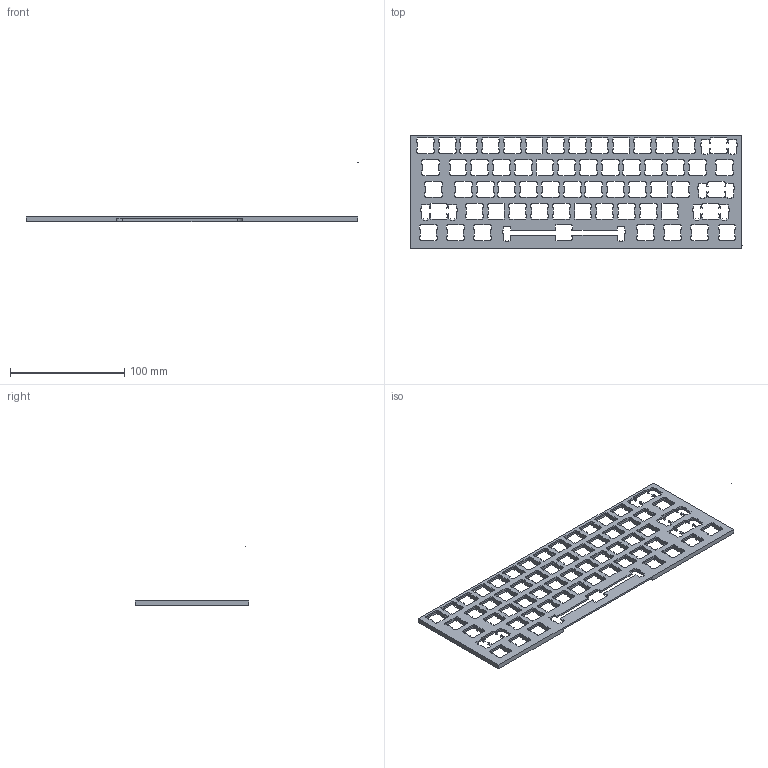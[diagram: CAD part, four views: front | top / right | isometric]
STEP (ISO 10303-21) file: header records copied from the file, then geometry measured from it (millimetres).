
FILE_DESCRIPTION(/* description */ (''),/* implementation_level */ '2;1');
FILE_NAME(/* name */ 'Plate.step',/* time_stamp */ '2025-07-30T16:06:57+03:00',/* author */ (''),/* organization */ (''),/* preprocessor_version */ 'ST-DEVELOPER v20.1',/* originating_system */ 'Autodesk Translation Framework v14.10.0.0',/* authorisation */ '');
FILE_SCHEMA (('AUTOMOTIVE_DESIGN { 1 0 10303 214 3 1 1 }'));
Length unit declared in the file: millimetre
Products named in the file (1): 2025-07-29-15-37-38-833
Bounding box: 290.94 x 99.64 x 51.88 mm (x, y, z)
Volume: 52108.1 mm3; surface area: 50955.4 mm2
Topology: 2 solids, 2 shells, 1650 faces, 4926 edges, 3284 vertices
Faces by surface type: plane 1640, cylinder 10
Entity records: 54573 total; most frequent: CARTESIAN_POINT 9861, ORIENTED_EDGE 9852, DIRECTION 8248, EDGE_CURVE 4926, LINE 4906, VECTOR 4906, VERTEX_POINT 3284, EDGE_LOOP 1776
